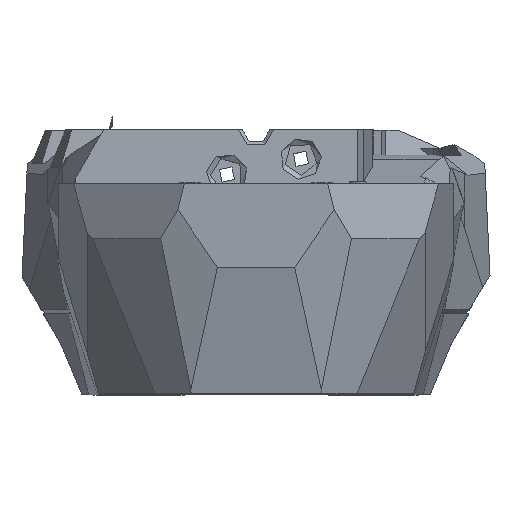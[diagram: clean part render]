
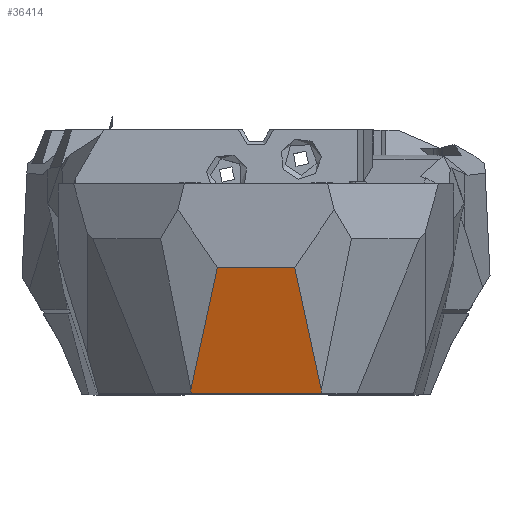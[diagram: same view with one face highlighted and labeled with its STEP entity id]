
A CAD part, top view. The second image highlights one B-rep face of the part: STEP entity #36414.
In plain terms, the highlighted planar face has unit normal (0, -0.276, 0.961).
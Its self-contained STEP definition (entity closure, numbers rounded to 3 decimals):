
#4889=FACE_OUTER_BOUND('',#6852,.T.);
#6852=EDGE_LOOP('',(#30513,#30514,#30515,#30516,#30517,#30518));
#8509=LINE('',#86462,#11508);
#9616=LINE('',#101149,#12615);
#9617=LINE('',#101151,#12616);
#9618=LINE('',#101152,#12617);
#9619=LINE('',#101154,#12618);
#9620=LINE('',#101155,#12619);
#11508=VECTOR('',#42047,1000.);
#12615=VECTOR('',#45136,1000.);
#12616=VECTOR('',#45137,1000.);
#12617=VECTOR('',#45138,1000.);
#12618=VECTOR('',#45139,1000.);
#12619=VECTOR('',#45140,1000.);
#14836=VERTEX_POINT('',#86459);
#14837=VERTEX_POINT('',#86461);
#16218=VERTEX_POINT('',#101147);
#16219=VERTEX_POINT('',#101148);
#16220=VERTEX_POINT('',#101150);
#16221=VERTEX_POINT('',#101153);
#19189=EDGE_CURVE('',#14836,#14837,#8509,.T.);
#21205=EDGE_CURVE('',#16218,#16219,#9616,.T.);
#21206=EDGE_CURVE('',#16219,#16220,#9617,.T.);
#21207=EDGE_CURVE('',#16220,#14837,#9618,.T.);
#21208=EDGE_CURVE('',#14836,#16221,#9619,.T.);
#21209=EDGE_CURVE('',#16221,#16218,#9620,.T.);
#30513=ORIENTED_EDGE('',*,*,#21205,.T.);
#30514=ORIENTED_EDGE('',*,*,#21206,.T.);
#30515=ORIENTED_EDGE('',*,*,#21207,.T.);
#30516=ORIENTED_EDGE('',*,*,#19189,.F.);
#30517=ORIENTED_EDGE('',*,*,#21208,.T.);
#30518=ORIENTED_EDGE('',*,*,#21209,.T.);
#34823=PLANE('',#38741);
#36414=ADVANCED_FACE('',(#4889),#34823,.T.);
#38741=AXIS2_PLACEMENT_3D('',#101146,#45134,#45135);
#42047=DIRECTION('',(-1.,0.,0.));
#45134=DIRECTION('center_axis',(0.,-0.276,
0.961));
#45135=DIRECTION('ref_axis',(-1.,0.,0.));
#45136=DIRECTION('',(-1.,0.,0.));
#45137=DIRECTION('',(-0.205,-0.941,-0.27));
#45138=DIRECTION('',(0.082,-0.958,-0.275));
#45139=DIRECTION('',(0.082,0.958,0.275));
#45140=DIRECTION('',(-0.205,0.941,0.27));
#86459=CARTESIAN_POINT('',(9.702,-39.6,122.666));
#86461=CARTESIAN_POINT('',(-9.702,-39.6,122.666));
#86462=CARTESIAN_POINT('',(0.,-39.6,122.666));
#101146=CARTESIAN_POINT('Origin',(0.,-13.615,
130.118));
#101147=CARTESIAN_POINT('',(5.779,-20.75,128.072));
#101148=CARTESIAN_POINT('',(-5.779,-20.75,128.072));
#101149=CARTESIAN_POINT('',(0.,-20.75,128.072));
#101150=CARTESIAN_POINT('',(-9.752,-39.007,122.837));
#101151=CARTESIAN_POINT('',(-5.434,-19.163,128.527));
#101152=CARTESIAN_POINT('',(-10.872,-25.928,126.587));
#101153=CARTESIAN_POINT('',(9.752,-39.007,122.837));
#101154=CARTESIAN_POINT('',(11.289,-21.057,127.984));
#101155=CARTESIAN_POINT('',(5.488,-19.412,128.455));
